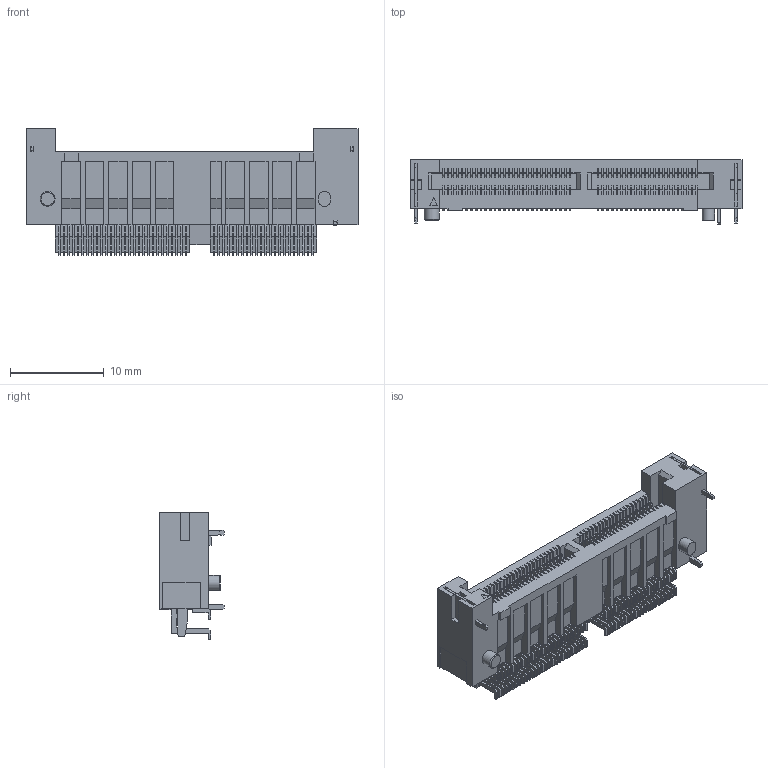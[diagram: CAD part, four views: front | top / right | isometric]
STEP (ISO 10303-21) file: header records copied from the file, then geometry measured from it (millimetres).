
FILE_DESCRIPTION(/* description */ ('STEP AP214'),/* implementation_level */ '2;1');
FILE_NAME(/* name */ 'MEC5-050-01-L-RA-W1-TR',/* time_stamp */ '2024-09-18T13:21:21+02:00',/* author */ ('License CC BY-ND 4.0'),/* organization */ ('CADENAS'),/* preprocessor_version */ 'ST-DEVELOPER v19.3',/* originating_system */ 'PARTsolutions',/* authorisation */ ' ');
FILE_SCHEMA (('AUTOMOTIVE_DESIGN {1 0 10303 214 3 1 1}'));
Products named in the file (4): MEC5-050-01-L-RA-W1-TR; MEC5-RA-50--W1_socket; MEC5-RA-28-02-W1_pins; MEC5-RA-22-02-W1_pins
Assembly tree (3 placements, depth 2):
  MEC5-050-01-L-RA-W1-TR
    MEC5-RA-50--W1_socket
    MEC5-RA-28-02-W1_pins
    MEC5-RA-22-02-W1_pins
Bounding box: 35.38 x 6.85 x 13.53 mm (x, y, z)
Volume: 1321 mm3; surface area: 4156.9 mm2
Topology: 3 solids, 3 shells, 2804 faces, 8088 edges, 5392 vertices
Faces by surface type: plane 2546, cylinder 257, cone 1
Full cylindrical faces by diameter (mm): 1.6 x1
Entity records: 90658 total; most frequent: CARTESIAN_POINT 16284, ORIENTED_EDGE 16170, DIRECTION 14216, EDGE_CURVE 8085, LINE 7570, VECTOR 7570, VERTEX_POINT 5391, AXIS2_PLACEMENT_3D 3323
